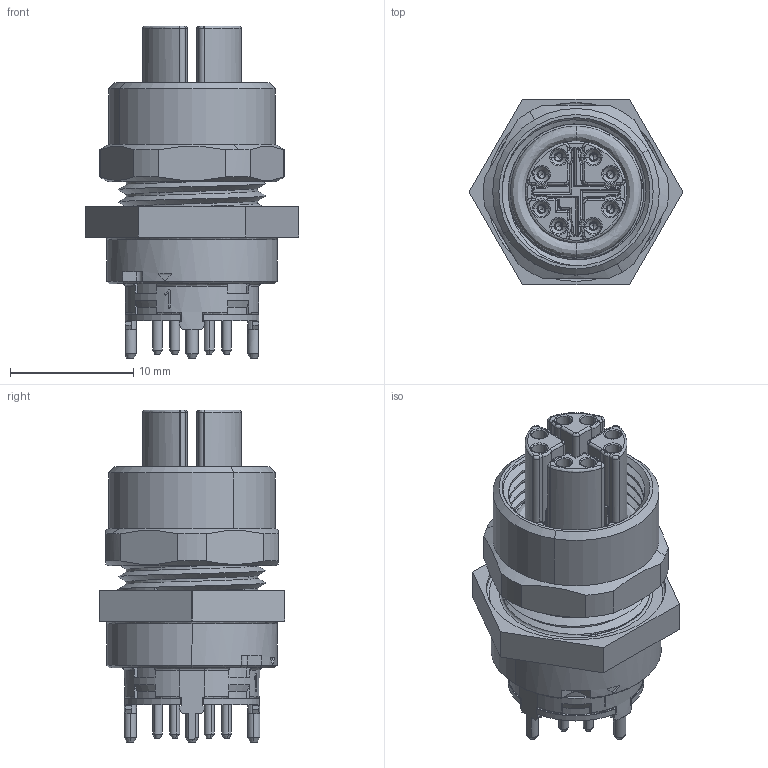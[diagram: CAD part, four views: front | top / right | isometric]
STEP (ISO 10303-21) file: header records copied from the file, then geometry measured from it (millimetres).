
FILE_DESCRIPTION (( 'STEP AP214' ), '1' );
FILE_NAME ('J80020A0120H50.STEP', '2017-11-02T12:45:00', ( '' ), ( '' ), 'SwSTEP 2.0', 'SolidWorks 2017', '' );
FILE_SCHEMA (( 'AUTOMOTIVE_DESIGN' ));
Length unit declared in the file: millimetre
Products named in the file (1): J80020A0120H50
Bounding box: 17.3 x 15 x 26.9 mm (x, y, z)
Volume: 2580.7 mm3; surface area: 3009.1 mm2
Topology: 2 solids, 2 shells, 1014 faces, 2596 edges, 1558 vertices
Faces by surface type: cylinder 403, plane 306, bspline 165, cone 123, torus 17
Entity records: 46612 total; most frequent: CARTESIAN_POINT 12352, ORIENTED_EDGE 5060, DIRECTION 4843, EDGE_CURVE 2530, AXIS2_PLACEMENT_3D 1868, VERTEX_POINT 1558, VECTOR 1107, LINE 1107
